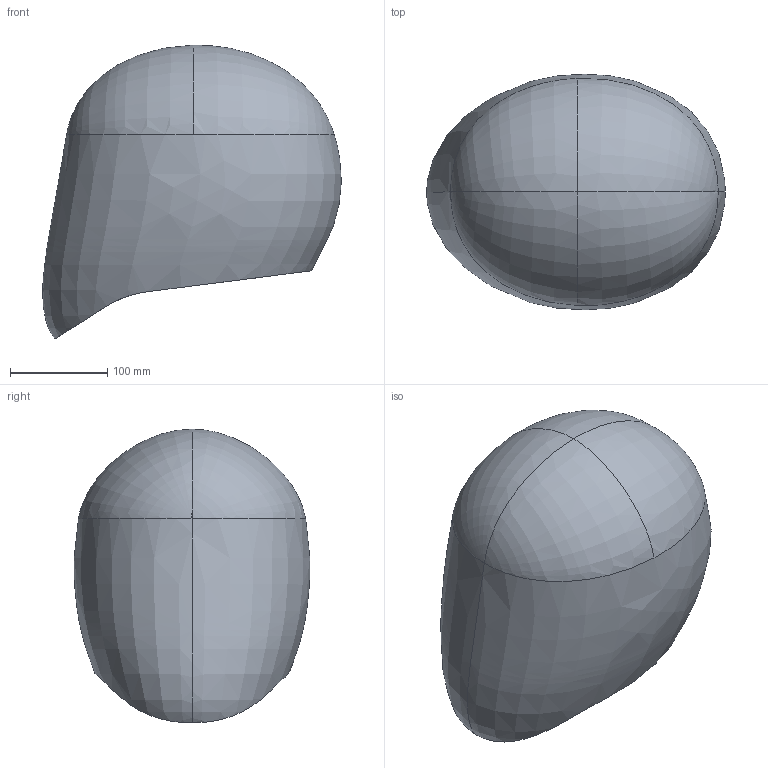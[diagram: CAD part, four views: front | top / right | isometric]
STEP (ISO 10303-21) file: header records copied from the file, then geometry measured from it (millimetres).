
FILE_DESCRIPTION( ( '' ), ' ' );
FILE_NAME( '5b7258168849400ef4b84e89.step', '2018-08-14T04:18:31', ( '' ), ( '' ), ' ', ' ', ' ' );
FILE_SCHEMA( ( 'AUTOMOTIVE_DESIGN { 1 0 10303 214 1 1 1 1 }' ) );
Length unit declared in the file: metre
Products named in the file (2): visor; helmet
Bounding box: 307.05 x 242.26 x 301.94 mm (x, y, z)
Volume: 11421673.6 mm3; surface area: 262881.9 mm2
Topology: 1 solids, 1 shells, 9 faces, 28 edges, 17 vertices
Faces by surface type: bspline 6, plane 2, cylinder 1
Entity records: 9519 total; most frequent: CARTESIAN_POINT 8648, ORIENTED_EDGE 164, EDGE_CURVE 82, B_SPLINE_CURVE_WITH_KNOTS 80, VERTEX_POINT 53, EDGE_LOOP 41, FACE_OUTER_BOUND 37, STYLED_ITEM 35
